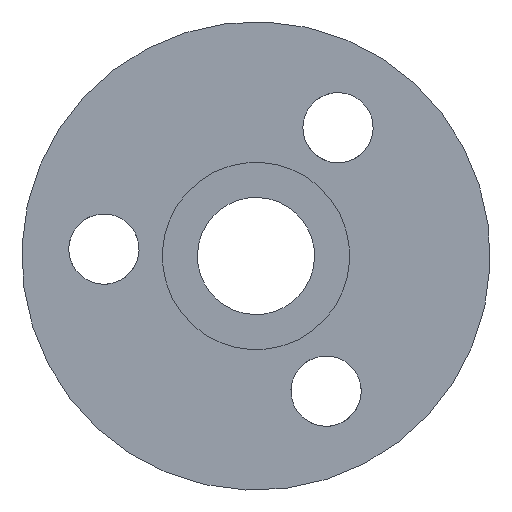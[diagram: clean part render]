
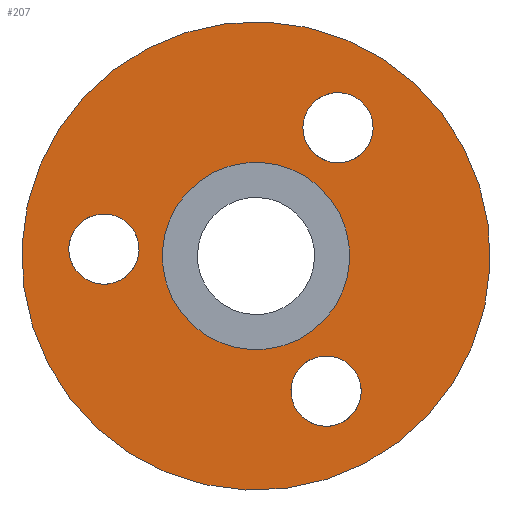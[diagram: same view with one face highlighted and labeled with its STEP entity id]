
A CAD part, front view. The second image highlights one B-rep face of the part: STEP entity #207.
In plain terms, the highlighted planar face has unit normal (0, -1, 0).
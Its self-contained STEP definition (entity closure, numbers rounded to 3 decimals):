
#19=FACE_BOUND('',#47,.T.);
#20=FACE_BOUND('',#48,.T.);
#21=FACE_BOUND('',#49,.T.);
#22=FACE_BOUND('',#50,.T.);
#28=PLANE('',#237);
#33=FACE_OUTER_BOUND('',#46,.T.);
#46=EDGE_LOOP('',(#154));
#47=EDGE_LOOP('',(#155));
#48=EDGE_LOOP('',(#156));
#49=EDGE_LOOP('',(#157));
#50=EDGE_LOOP('',(#158));
#84=CIRCLE('',#236,4.);
#85=CIRCLE('',#238,10.);
#86=CIRCLE('',#239,1.5);
#87=CIRCLE('',#240,1.5);
#88=CIRCLE('',#241,1.5);
#102=VERTEX_POINT('',#342);
#103=VERTEX_POINT('',#346);
#104=VERTEX_POINT('',#348);
#105=VERTEX_POINT('',#350);
#106=VERTEX_POINT('',#352);
#121=EDGE_CURVE('',#102,#102,#84,.T.);
#123=EDGE_CURVE('',#103,#103,#85,.T.);
#124=EDGE_CURVE('',#104,#104,#86,.T.);
#125=EDGE_CURVE('',#105,#105,#87,.T.);
#126=EDGE_CURVE('',#106,#106,#88,.T.);
#154=ORIENTED_EDGE('',*,*,#123,.T.);
#155=ORIENTED_EDGE('',*,*,#124,.T.);
#156=ORIENTED_EDGE('',*,*,#125,.T.);
#157=ORIENTED_EDGE('',*,*,#126,.T.);
#158=ORIENTED_EDGE('',*,*,#121,.T.);
#207=ADVANCED_FACE('',(#33,#19,#20,#21,#22),#28,.F.);
#236=AXIS2_PLACEMENT_3D('',#343,#275,#276);
#237=AXIS2_PLACEMENT_3D('',#345,#278,#279);
#238=AXIS2_PLACEMENT_3D('',#347,#280,#281);
#239=AXIS2_PLACEMENT_3D('',#349,#282,#283);
#240=AXIS2_PLACEMENT_3D('',#351,#284,#285);
#241=AXIS2_PLACEMENT_3D('',#353,#286,#287);
#275=DIRECTION('center_axis',(0.,1.,0.));
#276=DIRECTION('ref_axis',(0.539,0.,0.843));
#278=DIRECTION('center_axis',(0.,1.,0.));
#279=DIRECTION('ref_axis',(-0.539,0.,-0.843));
#280=DIRECTION('center_axis',(0.,-1.,0.));
#281=DIRECTION('ref_axis',(-0.539,0.,-0.843));
#282=DIRECTION('center_axis',(0.,1.,0.));
#283=DIRECTION('ref_axis',(-0.539,0.,-0.843));
#284=DIRECTION('center_axis',(0.,1.,0.));
#285=DIRECTION('ref_axis',(-0.539,0.,-0.843));
#286=DIRECTION('center_axis',(0.,1.,0.));
#287=DIRECTION('ref_axis',(-0.539,0.,-0.843));
#342=CARTESIAN_POINT('',(-21.345,145.915,-124.13));
#343=CARTESIAN_POINT('Origin',(-23.5,145.915,-127.5));
#345=CARTESIAN_POINT('Origin',(-21.345,145.915,-124.13));
#346=CARTESIAN_POINT('',(-18.113,145.915,-119.075));
#347=CARTESIAN_POINT('Origin',(-23.5,145.915,-127.5));
#348=CARTESIAN_POINT('',(-19.7,145.915,-132.007));
#349=CARTESIAN_POINT('Origin',(-20.508,145.915,-133.27));
#350=CARTESIAN_POINT('',(-19.191,145.915,-120.76));
#351=CARTESIAN_POINT('Origin',(-19.999,145.915,-122.024));
#352=CARTESIAN_POINT('',(-29.185,145.915,-125.942));
#353=CARTESIAN_POINT('Origin',(-29.993,145.915,-127.206));
